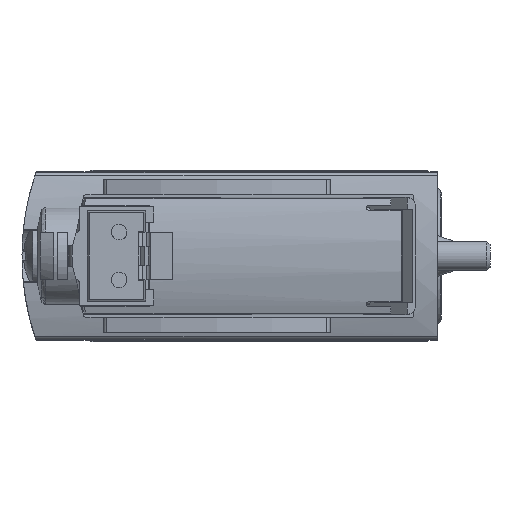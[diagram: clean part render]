
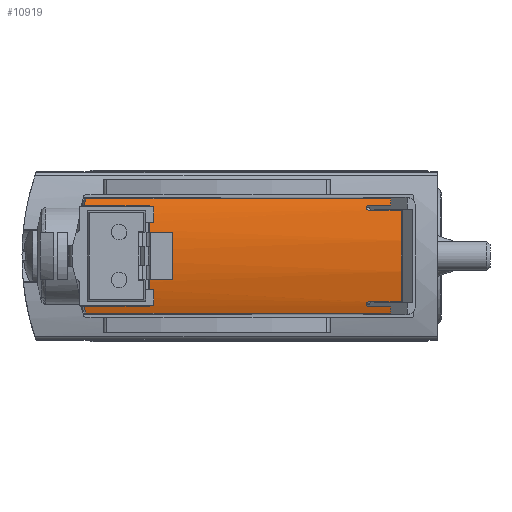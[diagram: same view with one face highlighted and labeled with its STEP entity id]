
A CAD part, left-side view. The second image highlights one B-rep face of the part: STEP entity #10919.
In plain terms, the highlighted cylindrical face has radius 15 mm (diameter 30 mm), a partial arc.
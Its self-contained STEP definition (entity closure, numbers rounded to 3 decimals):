
#1074=LINE('',#19453,#2137);
#1075=LINE('',#19458,#2138);
#1076=LINE('',#19462,#2139);
#1077=LINE('',#19469,#2140);
#1078=LINE('',#19473,#2141);
#1079=LINE('',#19481,#2142);
#1080=LINE('',#19485,#2143);
#1081=LINE('',#19493,#2144);
#1082=LINE('',#19497,#2145);
#1083=LINE('',#19504,#2146);
#2137=VECTOR('',#16166,1000.);
#2138=VECTOR('',#16169,1000.);
#2139=VECTOR('',#16172,1000.);
#2140=VECTOR('',#16173,1000.);
#2141=VECTOR('',#16176,1000.);
#2142=VECTOR('',#16177,1000.);
#2143=VECTOR('',#16180,1000.);
#2144=VECTOR('',#16181,1000.);
#2145=VECTOR('',#16184,1000.);
#2146=VECTOR('',#16185,1000.);
#2929=CIRCLE('',#13930,15.);
#3049=B_SPLINE_CURVE_WITH_KNOTS('',3,(#19464,#19465,#19466,#19467),
 .UNSPECIFIED.,.F.,.F.,(4,4),(0.009,0.01),
 .UNSPECIFIED.);
#3050=B_SPLINE_CURVE_WITH_KNOTS('',3,(#19475,#19476,#19477,#19478,#19479),
 .UNSPECIFIED.,.F.,.F.,(4,1,4),(0.,0.,0.001),
 .UNSPECIFIED.);
#3051=B_SPLINE_CURVE_WITH_KNOTS('',3,(#19487,#19488,#19489,#19490,#19491),
 .UNSPECIFIED.,.F.,.F.,(4,1,4),(0.,0.,0.001),
 .UNSPECIFIED.);
#3052=B_SPLINE_CURVE_WITH_KNOTS('',3,(#19499,#19500,#19501,#19502),
 .UNSPECIFIED.,.F.,.F.,(4,4),(0.,0.001),
 .UNSPECIFIED.);
#4744=ORIENTED_EDGE('',*,*,#7048,.F.);
#4745=ORIENTED_EDGE('',*,*,#7049,.F.);
#4746=ORIENTED_EDGE('',*,*,#7050,.F.);
#4747=ORIENTED_EDGE('',*,*,#7051,.T.);
#4748=ORIENTED_EDGE('',*,*,#7052,.T.);
#4749=ORIENTED_EDGE('',*,*,#7053,.T.);
#4750=ORIENTED_EDGE('',*,*,#7054,.T.);
#4751=ORIENTED_EDGE('',*,*,#7055,.T.);
#4752=ORIENTED_EDGE('',*,*,#7056,.F.);
#4753=ORIENTED_EDGE('',*,*,#7057,.F.);
#4754=ORIENTED_EDGE('',*,*,#7058,.F.);
#4755=ORIENTED_EDGE('',*,*,#7059,.F.);
#4756=ORIENTED_EDGE('',*,*,#7060,.F.);
#4757=ORIENTED_EDGE('',*,*,#7061,.F.);
#4758=ORIENTED_EDGE('',*,*,#7062,.F.);
#4759=ORIENTED_EDGE('',*,*,#7063,.F.);
#4760=ORIENTED_EDGE('',*,*,#7064,.F.);
#4761=ORIENTED_EDGE('',*,*,#7065,.T.);
#4762=ORIENTED_EDGE('',*,*,#7066,.T.);
#4763=ORIENTED_EDGE('',*,*,#7067,.T.);
#7048=EDGE_CURVE('',#8347,#8348,#1074,.F.);
#7049=EDGE_CURVE('',#8349,#8347,#2929,.T.);
#7050=EDGE_CURVE('',#8350,#8349,#1075,.T.);
#7051=EDGE_CURVE('',#8350,#8351,#8822,.F.);
#7052=EDGE_CURVE('',#8351,#8352,#1076,.F.);
#7053=EDGE_CURVE('',#8352,#8353,#3049,.T.);
#7054=EDGE_CURVE('',#8353,#8354,#1077,.T.);
#7055=EDGE_CURVE('',#8354,#8355,#8823,.F.);
#7056=EDGE_CURVE('',#8356,#8355,#1078,.T.);
#7057=EDGE_CURVE('',#8357,#8356,#3050,.T.);
#7058=EDGE_CURVE('',#8358,#8357,#1079,.F.);
#7059=EDGE_CURVE('',#8359,#8358,#8824,.F.);
#7060=EDGE_CURVE('',#8360,#8359,#1080,.T.);
#7061=EDGE_CURVE('',#8361,#8360,#3051,.T.);
#7062=EDGE_CURVE('',#8362,#8361,#1081,.F.);
#7063=EDGE_CURVE('',#8363,#8362,#8825,.F.);
#7064=EDGE_CURVE('',#8364,#8363,#1082,.T.);
#7065=EDGE_CURVE('',#8364,#8365,#3052,.T.);
#7066=EDGE_CURVE('',#8365,#8366,#1083,.T.);
#7067=EDGE_CURVE('',#8366,#8348,#8826,.F.);
#8347=VERTEX_POINT('',#19454);
#8348=VERTEX_POINT('',#19455);
#8349=VERTEX_POINT('',#19457);
#8350=VERTEX_POINT('',#19459);
#8351=VERTEX_POINT('',#19461);
#8352=VERTEX_POINT('',#19463);
#8353=VERTEX_POINT('',#19468);
#8354=VERTEX_POINT('',#19470);
#8355=VERTEX_POINT('',#19472);
#8356=VERTEX_POINT('',#19474);
#8357=VERTEX_POINT('',#19480);
#8358=VERTEX_POINT('',#19482);
#8359=VERTEX_POINT('',#19484);
#8360=VERTEX_POINT('',#19486);
#8361=VERTEX_POINT('',#19492);
#8362=VERTEX_POINT('',#19494);
#8363=VERTEX_POINT('',#19496);
#8364=VERTEX_POINT('',#19498);
#8365=VERTEX_POINT('',#19503);
#8366=VERTEX_POINT('',#19505);
#8822=ELLIPSE('',#13931,15.002,15.);
#8823=ELLIPSE('',#13932,15.002,15.);
#8824=ELLIPSE('',#13933,15.009,15.);
#8825=ELLIPSE('',#13934,15.002,15.);
#8826=ELLIPSE('',#13935,15.002,15.);
#9340=EDGE_LOOP('',(#4744,#4745,#4746,#4747,#4748,#4749,#4750,#4751,#4752,
#4753,#4754,#4755,#4756,#4757,#4758,#4759,#4760,#4761,#4762,#4763));
#10115=FACE_BOUND('',#9340,.T.);
#10495=CYLINDRICAL_SURFACE('',#13929,15.);
#10919=ADVANCED_FACE('',(#10115),#10495,.T.);
#13929=AXIS2_PLACEMENT_3D('',#19452,#16164,#16165);
#13930=AXIS2_PLACEMENT_3D('',#19456,#16167,#16168);
#13931=AXIS2_PLACEMENT_3D('',#19460,#16170,#16171);
#13932=AXIS2_PLACEMENT_3D('',#19471,#16174,#16175);
#13933=AXIS2_PLACEMENT_3D('',#19483,#16178,#16179);
#13934=AXIS2_PLACEMENT_3D('',#19495,#16182,#16183);
#13935=AXIS2_PLACEMENT_3D('',#19506,#16186,#16187);
#16164=DIRECTION('',(0.,-1.,0.));
#16165=DIRECTION('',(0.,0.,-1.));
#16166=DIRECTION('',(0.,-1.,0.));
#16167=DIRECTION('',(0.,1.,0.));
#16168=DIRECTION('',(0.,0.,1.));
#16169=DIRECTION('',(0.,-1.,0.));
#16170=DIRECTION('',(-0.017,1.,0.));
#16171=DIRECTION('',(-1.,-0.017,0.));
#16172=DIRECTION('',(0.,-1.,0.));
#16173=DIRECTION('',(0.,-1.,0.));
#16174=DIRECTION('',(-0.017,-1.,0.));
#16175=DIRECTION('',(1.,-0.017,0.));
#16176=DIRECTION('',(0.,-1.,0.));
#16177=DIRECTION('',(0.,-1.,0.));
#16178=DIRECTION('',(-0.035,0.999,0.));
#16179=DIRECTION('',(-0.999,-0.035,0.));
#16180=DIRECTION('',(0.,-1.,0.));
#16181=DIRECTION('',(0.,-1.,0.));
#16182=DIRECTION('',(0.017,1.,0.));
#16183=DIRECTION('',(1.,-0.017,0.));
#16184=DIRECTION('',(0.,-1.,0.));
#16185=DIRECTION('',(0.,-1.,0.));
#16186=DIRECTION('',(-0.017,1.,0.));
#16187=DIRECTION('',(-1.,-0.017,0.));
#19452=CARTESIAN_POINT('',(-15.,30.,0.));
#19453=CARTESIAN_POINT('',(-0.075,30.,-1.5));
#19454=CARTESIAN_POINT('',(-0.075,20.604,-1.5));
#19455=CARTESIAN_POINT('',(-0.075,21.106,-1.5));
#19456=CARTESIAN_POINT('',(-15.,20.604,0.));
#19457=CARTESIAN_POINT('',(-0.075,20.604,1.5));
#19458=CARTESIAN_POINT('',(-0.075,30.,1.5));
#19459=CARTESIAN_POINT('',(-0.075,21.106,1.5));
#19460=CARTESIAN_POINT('',(-15.,20.845,0.));
#19461=CARTESIAN_POINT('',(-0.603,21.096,4.21));
#19462=CARTESIAN_POINT('',(-0.603,30.,4.21));
#19463=CARTESIAN_POINT('',(-0.603,26.584,4.21));
#19464=CARTESIAN_POINT('',(-0.603,26.584,4.21));
#19465=CARTESIAN_POINT('',(-0.659,26.528,4.403));
#19466=CARTESIAN_POINT('',(-0.72,26.469,4.595));
#19467=CARTESIAN_POINT('',(-0.783,26.406,4.784));
#19468=CARTESIAN_POINT('',(-0.783,26.406,4.784));
#19469=CARTESIAN_POINT('',(-0.783,30.,4.784));
#19470=CARTESIAN_POINT('',(-0.783,0.864,4.784));
#19471=CARTESIAN_POINT('',(-15.,1.112,0.));
#19472=CARTESIAN_POINT('',(-0.609,0.861,4.23));
#19473=CARTESIAN_POINT('',(-0.609,30.,4.23));
#19474=CARTESIAN_POINT('',(-0.609,2.722,4.23));
#19475=CARTESIAN_POINT('',(-0.503,2.722,3.851));
#19476=CARTESIAN_POINT('',(-0.503,2.824,3.851));
#19477=CARTESIAN_POINT('',(-0.553,2.999,4.041));
#19478=CARTESIAN_POINT('',(-0.609,2.824,4.23));
#19479=CARTESIAN_POINT('',(-0.609,2.722,4.23));
#19480=CARTESIAN_POINT('',(-0.503,2.722,3.851));
#19481=CARTESIAN_POINT('',(-0.503,30.,3.851));
#19482=CARTESIAN_POINT('',(-0.503,-0.018,3.851));
#19483=CARTESIAN_POINT('',(-15.,-0.524,0.));
#19484=CARTESIAN_POINT('',(-0.503,-0.018,-3.851));
#19485=CARTESIAN_POINT('',(-0.503,30.,-3.851));
#19486=CARTESIAN_POINT('',(-0.503,2.722,-3.851));
#19487=CARTESIAN_POINT('',(-0.609,2.722,-4.23));
#19488=CARTESIAN_POINT('',(-0.609,2.824,-4.23));
#19489=CARTESIAN_POINT('',(-0.553,2.999,-4.041));
#19490=CARTESIAN_POINT('',(-0.503,2.824,-3.851));
#19491=CARTESIAN_POINT('',(-0.503,2.722,-3.851));
#19492=CARTESIAN_POINT('',(-0.609,2.722,-4.23));
#19493=CARTESIAN_POINT('',(-0.609,30.,-4.23));
#19494=CARTESIAN_POINT('',(-0.609,0.861,-4.23));
#19495=CARTESIAN_POINT('',(-15.,1.112,0.));
#19496=CARTESIAN_POINT('',(-0.783,0.864,-4.784));
#19497=CARTESIAN_POINT('',(-0.783,30.,-4.784));
#19498=CARTESIAN_POINT('',(-0.783,26.406,-4.784));
#19499=CARTESIAN_POINT('',(-0.783,26.406,-4.784));
#19500=CARTESIAN_POINT('',(-0.719,26.469,-4.594));
#19501=CARTESIAN_POINT('',(-0.659,26.528,-4.403));
#19502=CARTESIAN_POINT('',(-0.603,26.584,-4.21));
#19503=CARTESIAN_POINT('',(-0.603,26.584,-4.21));
#19504=CARTESIAN_POINT('',(-0.603,30.,-4.21));
#19505=CARTESIAN_POINT('',(-0.603,21.096,-4.21));
#19506=CARTESIAN_POINT('',(-15.,20.845,0.));
